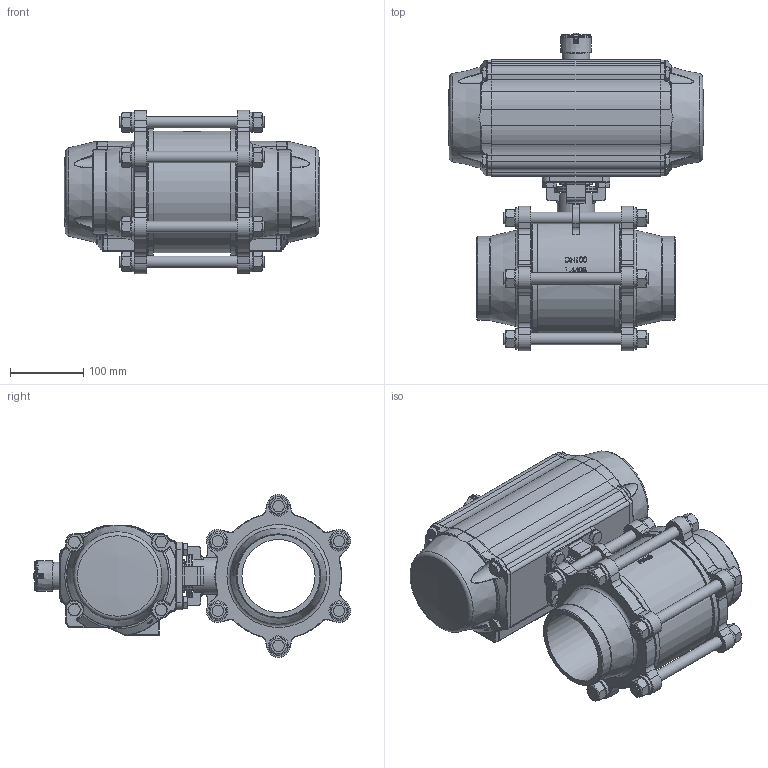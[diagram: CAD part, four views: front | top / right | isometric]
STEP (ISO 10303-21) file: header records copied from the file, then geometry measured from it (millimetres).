
FILE_DESCRIPTION(/* description */ ('Unknown'),/* implementation_level */ '2;1');
FILE_NAME(/* name */ 'DW07 9325-12',/* time_stamp */ '2022-11-08T13:05:46+01:00',/* author */ ('Unknown'),/* organization */ ('Unknown'),/* preprocessor_version */ 'ST-DEVELOPER v16.7',/* originating_system */ 'Solid Edge',/* authorisation */ 'Unknown');
FILE_SCHEMA (('AUTOMOTIVE_DESIGN {1 0 10303 214 3 1 1}'));
Length unit declared in the file: millimetre
Products named in the file (11): DW333-8.122.100; 8.122.100; DW07_FR06_(DW333_FR248); KP-125; ָʾ; 硌尨釱; 硌尨梓尨_酴伎; 指示标示(黄色）_红色; cup head nib bolts with large head gb_GB_FASTENER_BOLT_CHNBW M6X25-N; hexagon head bolts--product grade c gb_GB_FASTENER_BOLT_HHBC M10X45-N; DIN 933 M10x22 A2-70 BLK_EDST
Assembly tree (22 placements, depth 4):
  DW333-8.122.100
    8.122.100
    DW07_FR06_(DW333_FR248)
      KP-125
      ָʾ
        硌尨釱
        硌尨梓尨_酴伎  x2
        指示标示(黄色）_红色  x2
      cup head nib bolts with large head gb_GB_FASTENER_BOLT_CHNBW M6X25-N
      hexagon head bolts--product grade c gb_GB_FASTENER_BOLT_HHBC M10X45-N  x8
    DIN 933 M10x22 A2-70 BLK_EDST  x4
Bounding box: 349.9 x 434.16 x 223.09 mm (x, y, z)
Volume: 9854300 mm3; surface area: 656190.6 mm2
Topology: 20 solids, 20 shells, 2175 faces, 5220 edges, 3152 vertices
Faces by surface type: plane 768, cylinder 541, bspline 426, torus 227, cone 194, sphere 19
Full cylindrical faces by diameter (mm): 3 x16, 3.3 x8, 4.2 x8, 4.66 x1, 5 x1, 6 x1, 6.2 x1, 6.8 x4, 8.5 x12, 10 x12, 10.506 x4, 11.8 x2, 15.72 x18, 17 x4, 17.2 x2, 17.5 x12, 32 x1, 36.5 x1, 38 x1, 38.5 x1, 40 x1, 51 x1, 57.16 x2, 64 x1, 100 x1, 115 x2, 166 x1, 173 x2
Entity records: 99414 total; most frequent: CARTESIAN_POINT 52568, ORIENTED_EDGE 8362, DIRECTION 7546, EDGE_CURVE 4181, AXIS2_PLACEMENT_3D 2945, VERTEX_POINT 2661, FACE_BOUND 2204, EDGE_LOOP 2181
